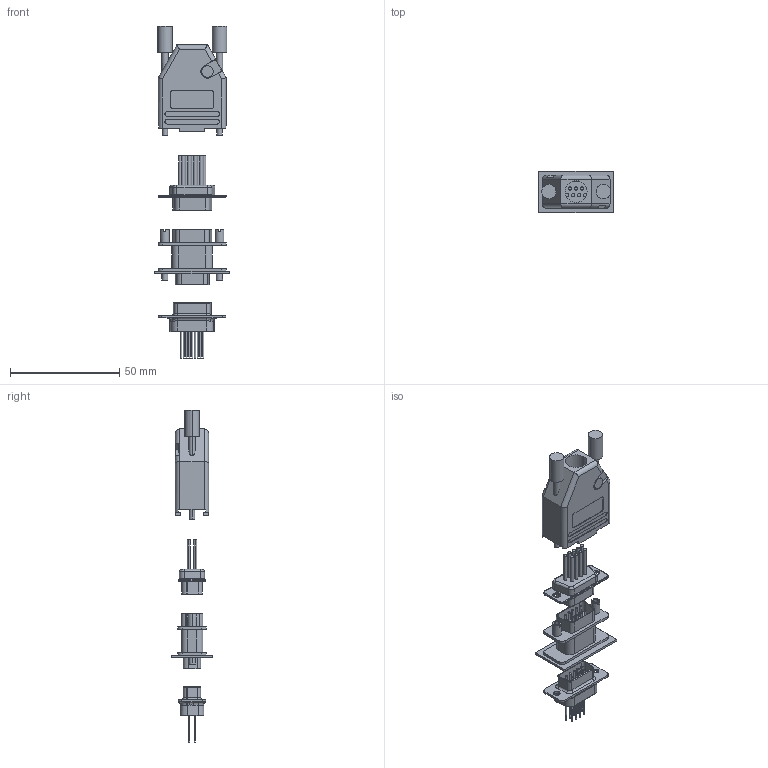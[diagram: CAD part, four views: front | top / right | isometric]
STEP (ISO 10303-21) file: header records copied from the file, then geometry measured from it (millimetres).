
FILE_DESCRIPTION (( 'STEP AP214' ), '1' );
FILE_NAME ('51358~0.STEP', '2019-03-26T09:40:51', ( '' ), ( '' ), 'SwSTEP 2.0', 'SolidWorks 2018', '' );
FILE_SCHEMA (( 'AUTOMOTIVE_DESIGN' ));
Length unit declared in the file: millimetre
Products named in the file (6): 43448~0_S; 14747~0_S; 51359~0_S; 51358~0; 29624~0; 29629~0
Assembly tree (5 placements, depth 2):
  51358~0
    51359~0_S
    29629~0
    29624~0
    14747~0_S
    43448~0_S
Bounding box: 34 x 19 x 152.07 mm (x, y, z)
Volume: 16810.3 mm3; surface area: 16697.7 mm2
Topology: 5 solids, 5 shells, 657 faces, 1580 edges, 1022 vertices
Faces by surface type: cylinder 322, plane 251, bspline 60, torus 20, cone 4
Entity records: 21584 total; most frequent: CARTESIAN_POINT 5285, DIRECTION 3422, ORIENTED_EDGE 3152, EDGE_CURVE 1576, AXIS2_PLACEMENT_3D 1339, VERTEX_POINT 1022, EDGE_LOOP 762, LINE 744
